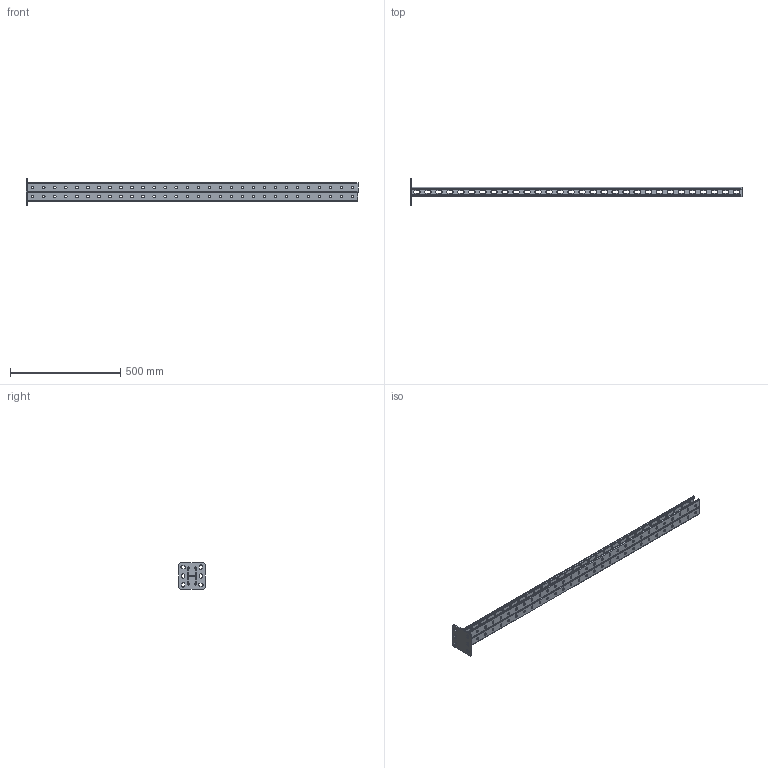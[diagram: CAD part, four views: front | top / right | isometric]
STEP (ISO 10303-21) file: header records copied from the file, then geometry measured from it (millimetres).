
FILE_DESCRIPTION (( 'STEP AP203' ), '1' );
FILE_NAME ('Êðîíøòåéí ïîòîëî÷íûé äâîéíîé_h41-1500.step', '2022-01-27T08:02:18', ( '' ), ( '' ), 'SwSTEP 2.0', 'SolidWorks 2017', '' );
FILE_SCHEMA (( 'CONFIG_CONTROL_DESIGN' ));
Length unit declared in the file: millimetre
Products named in the file (3): Ïÿòêà ïîòîëî÷êàÿ; Êðîíøòåéí ïîòîëî÷íûé äâîéíîé_h41-1500; STRUT-镳铘桦黖h41-1500
Assembly tree (3 placements, depth 2):
  Êðîíøòåéí ïîòîëî÷íûé äâîéíîé_h41-1500
    Ïÿòêà ïîòîëî÷êàÿ
    STRUT-镳铘桦黖h41-1500  x2
Bounding box: 1506 x 120 x 120 mm (x, y, z)
Volume: 996985.3 mm3; surface area: 819425.3 mm2
Topology: 3 solids, 3 shells, 4006 faces, 11998 edges, 7998 vertices
Faces by surface type: plane 3616, cylinder 390
Entity records: 67725 total; most frequent: CARTESIAN_POINT 12110, ORIENTED_EDGE 12100, DIRECTION 10512, EDGE_CURVE 6050, VECTOR 5642, LINE 5642, VERTEX_POINT 4033, AXIS2_PLACEMENT_3D 2435
